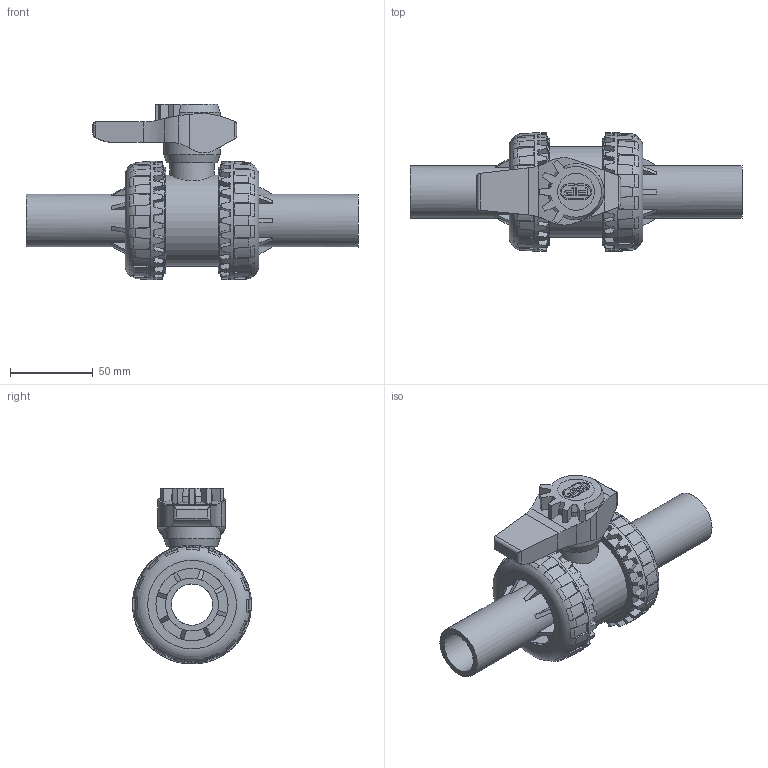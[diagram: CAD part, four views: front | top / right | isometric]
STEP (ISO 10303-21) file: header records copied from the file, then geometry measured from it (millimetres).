
FILE_DESCRIPTION(/* description */ (''),/* implementation_level */ '2;1');
FILE_NAME(/* name */ 'VEEBEV032E.iam.stp',/* time_stamp */ '2013-10-01T10:30:17+02:00',/* author */ ('bfaro'),/* organization */ (''),/* preprocessor_version */ 'ST-DEVELOPER v15.2',/* originating_system */ 'Autodesk Inventor 2014',/* authorisation */ '');
FILE_SCHEMA (('AUTOMOTIVE_DESIGN { 1 0 10303 214 3 1 1 }'));
Length unit declared in the file: millimetre
Products named in the file (6): corpo valvola VEE 32; NTVXE032V; CVDE11032; HSVEE032; Piastrina 32; VEEBEV032E
Bounding box: 201 x 72 x 106.54 mm (x, y, z)
Volume: 210578 mm3; surface area: 93310 mm2
Topology: 5 solids, 7 shells, 590 faces, 1685 edges, 1121 vertices
Faces by surface type: plane 339, cone 144, cylinder 67, torus 40
Full cylindrical faces by diameter (mm): 22.3 x2, 25 x2, 27 x1, 32 x3, 33.955 x1, 43.7 x2, 50.5 x2, 55 x1, 55.9 x2, 56 x2
Entity records: 12144 total; most frequent: CARTESIAN_POINT 2973, ORIENTED_EDGE 1960, DIRECTION 1928, EDGE_CURVE 980, AXIS2_PLACEMENT_3D 794, VERTEX_POINT 663, EDGE_LOOP 395, ADVANCED_FACE 358
